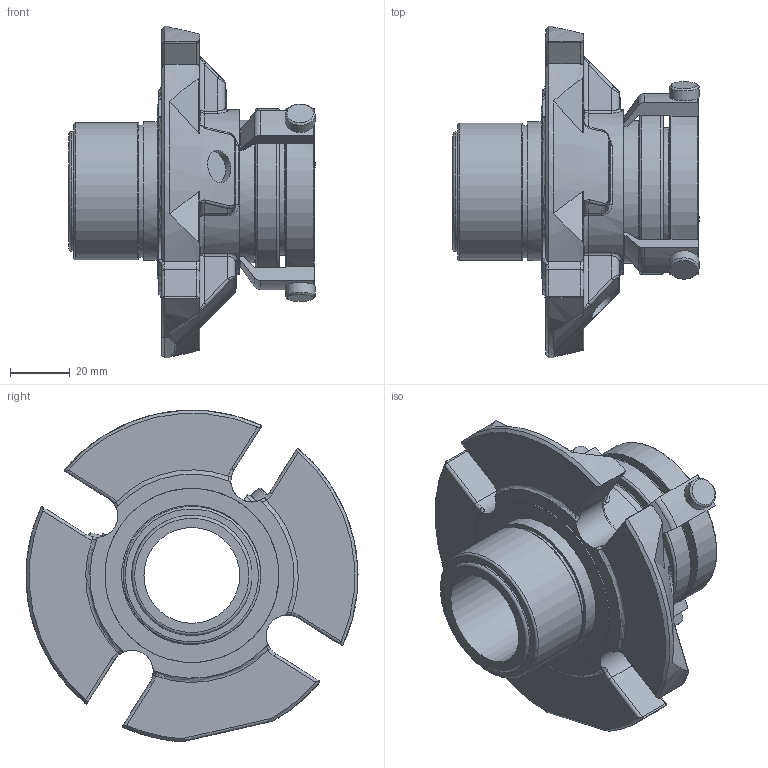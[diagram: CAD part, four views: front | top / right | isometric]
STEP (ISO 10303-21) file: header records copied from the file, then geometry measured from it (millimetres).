
FILE_DESCRIPTION(/* description */ ('Unknown'),/* implementation_level */ '2;1');
FILE_NAME(/* name */ '32mm',/* time_stamp */ '2023-02-07T12:55:59+00:00',/* author */ ('Unknown'),/* organization */ ('Unknown'),/* preprocessor_version */ 'ST-DEVELOPER v16.7',/* originating_system */ 'Solid Edge',/* authorisation */ 'Unknown');
FILE_SCHEMA (('AUTOMOTIVE_DESIGN {1 0 10303 214 3 1 1}'));
Length unit declared in the file: millimetre
Products named in the file (1): 32mm
Bounding box: 82.24 x 110.86 x 110.76 mm (x, y, z)
Volume: 189502.6 mm3; surface area: 48285.9 mm2
Topology: 1 solids, 1 shells, 517 faces, 1320 edges, 835 vertices
Faces by surface type: plane 189, cylinder 143, bspline 76, torus 64, sphere 24, cone 21
Full cylindrical faces by diameter (mm): 2.821 x1, 10 x3, 10.998 x2, 32.004 x1, 33.985 x1, 36.855 x1, 40.183 x1, 42.824 x1, 44.171 x1, 45.974 x1, 46.431 x1, 47.6 x1, 55 x1, 55.55 x1, 58.141 x1
Entity records: 18253 total; most frequent: CARTESIAN_POINT 6678, ORIENTED_EDGE 2520, DIRECTION 2181, EDGE_CURVE 1260, AXIS2_PLACEMENT_3D 851, VERTEX_POINT 815, EDGE_LOOP 595, FACE_BOUND 595
